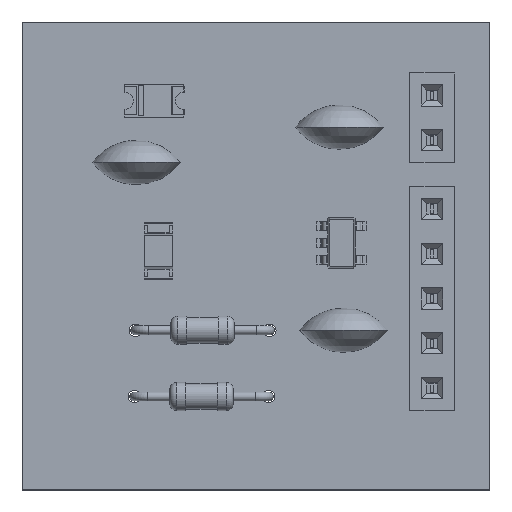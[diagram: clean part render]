
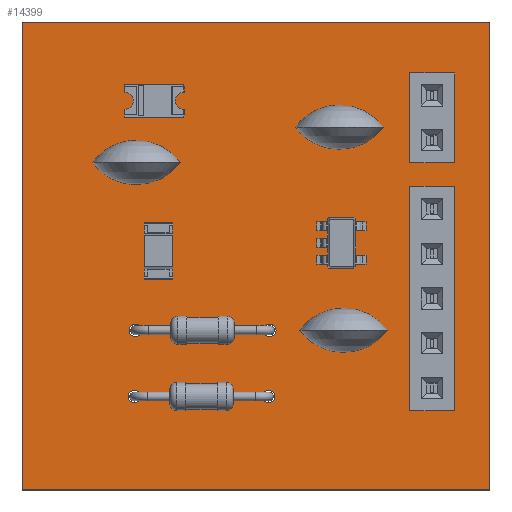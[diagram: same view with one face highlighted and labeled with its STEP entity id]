
A CAD part, top view. The second image highlights one B-rep face of the part: STEP entity #14399.
In plain terms, the highlighted planar face has unit normal (0, 0, 1).
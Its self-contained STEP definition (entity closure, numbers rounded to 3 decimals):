
#14100 = VERTEX_POINT('',#14101);
#14101 = CARTESIAN_POINT('',(189.25,-100.,1.6));
#14107 = EDGE_CURVE('',#14100,#14108,#14110,.T.);
#14108 = VERTEX_POINT('',#14109);
#14109 = CARTESIAN_POINT('',(162.75,-100.,1.6));
#14110 = LINE('',#14111,#14112);
#14111 = CARTESIAN_POINT('',(189.25,-100.,1.6));
#14112 = VECTOR('',#14113,1.);
#14113 = DIRECTION('',(-1.,0.,0.));
#14140 = VERTEX_POINT('',#14141);
#14141 = CARTESIAN_POINT('',(189.25,-73.5,1.6));
#14147 = EDGE_CURVE('',#14140,#14100,#14148,.T.);
#14148 = LINE('',#14149,#14150);
#14149 = CARTESIAN_POINT('',(189.25,-73.5,1.6));
#14150 = VECTOR('',#14151,1.);
#14151 = DIRECTION('',(0.,-1.,0.));
#14169 = EDGE_CURVE('',#14108,#14170,#14172,.T.);
#14170 = VERTEX_POINT('',#14171);
#14171 = CARTESIAN_POINT('',(162.75,-73.5,1.6));
#14172 = LINE('',#14173,#14174);
#14173 = CARTESIAN_POINT('',(162.75,-100.,1.6));
#14174 = VECTOR('',#14175,1.);
#14175 = DIRECTION('',(0.,1.,0.));
#14399 = ADVANCED_FACE('',(#14400,#14411,#14422,#14433,#14444,#14455,
    #14466,#14477,#14488,#14499,#14510,#14521,#14532,#14543,#14554,
    #14565,#14576,#14587),#14598,.T.);
#14400 = FACE_BOUND('',#14401,.T.);
#14401 = EDGE_LOOP('',(#14402,#14403,#14404,#14410));
#14402 = ORIENTED_EDGE('',*,*,#14107,.F.);
#14403 = ORIENTED_EDGE('',*,*,#14147,.F.);
#14404 = ORIENTED_EDGE('',*,*,#14405,.F.);
#14405 = EDGE_CURVE('',#14170,#14140,#14406,.T.);
#14406 = LINE('',#14407,#14408);
#14407 = CARTESIAN_POINT('',(162.75,-73.5,1.6));
#14408 = VECTOR('',#14409,1.);
#14409 = DIRECTION('',(1.,0.,0.));
#14410 = ORIENTED_EDGE('',*,*,#14169,.F.);
#14411 = FACE_BOUND('',#14412,.T.);
#14412 = EDGE_LOOP('',(#14413));
#14413 = ORIENTED_EDGE('',*,*,#14414,.T.);
#14414 = EDGE_CURVE('',#14415,#14415,#14417,.T.);
#14415 = VERTEX_POINT('',#14416);
#14416 = CARTESIAN_POINT('',(169.105,-95.06,1.6));
#14417 = CIRCLE('',#14418,0.35);
#14418 = AXIS2_PLACEMENT_3D('',#14419,#14420,#14421);
#14419 = CARTESIAN_POINT('',(169.105,-94.71,1.6));
#14420 = DIRECTION('',(-0.,0.,-1.));
#14421 = DIRECTION('',(0.,-1.,0.));
#14422 = FACE_BOUND('',#14423,.T.);
#14423 = EDGE_LOOP('',(#14424));
#14424 = ORIENTED_EDGE('',*,*,#14425,.T.);
#14425 = EDGE_CURVE('',#14426,#14426,#14428,.T.);
#14426 = VERTEX_POINT('',#14427);
#14427 = CARTESIAN_POINT('',(169.165,-91.31,1.6));
#14428 = CIRCLE('',#14429,0.35);
#14429 = AXIS2_PLACEMENT_3D('',#14430,#14431,#14432);
#14430 = CARTESIAN_POINT('',(169.165,-90.96,1.6));
#14431 = DIRECTION('',(-0.,0.,-1.));
#14432 = DIRECTION('',(-0.,-1.,0.));
#14433 = FACE_BOUND('',#14434,.T.);
#14434 = EDGE_LOOP('',(#14435));
#14435 = ORIENTED_EDGE('',*,*,#14436,.T.);
#14436 = EDGE_CURVE('',#14437,#14437,#14439,.T.);
#14437 = VERTEX_POINT('',#14438);
#14438 = CARTESIAN_POINT('',(176.725,-95.06,1.6));
#14439 = CIRCLE('',#14440,0.35);
#14440 = AXIS2_PLACEMENT_3D('',#14441,#14442,#14443);
#14441 = CARTESIAN_POINT('',(176.725,-94.71,1.6));
#14442 = DIRECTION('',(-0.,0.,-1.));
#14443 = DIRECTION('',(-0.,-1.,0.));
#14444 = FACE_BOUND('',#14445,.T.);
#14445 = EDGE_LOOP('',(#14446));
#14446 = ORIENTED_EDGE('',*,*,#14447,.T.);
#14447 = EDGE_CURVE('',#14448,#14448,#14450,.T.);
#14448 = VERTEX_POINT('',#14449);
#14449 = CARTESIAN_POINT('',(176.785,-91.31,1.6));
#14450 = CIRCLE('',#14451,0.35);
#14451 = AXIS2_PLACEMENT_3D('',#14452,#14453,#14454);
#14452 = CARTESIAN_POINT('',(176.785,-90.96,1.6));
#14453 = DIRECTION('',(-0.,0.,-1.));
#14454 = DIRECTION('',(-0.,-1.,0.));
#14455 = FACE_BOUND('',#14456,.T.);
#14456 = EDGE_LOOP('',(#14457));
#14457 = ORIENTED_EDGE('',*,*,#14458,.T.);
#14458 = EDGE_CURVE('',#14459,#14459,#14461,.T.);
#14459 = VERTEX_POINT('',#14460);
#14460 = CARTESIAN_POINT('',(179.725,-91.36,1.6));
#14461 = CIRCLE('',#14462,0.4);
#14462 = AXIS2_PLACEMENT_3D('',#14463,#14464,#14465);
#14463 = CARTESIAN_POINT('',(179.725,-90.96,1.6));
#14464 = DIRECTION('',(-0.,0.,-1.));
#14465 = DIRECTION('',(-0.,-1.,0.));
#14466 = FACE_BOUND('',#14467,.T.);
#14467 = EDGE_LOOP('',(#14468));
#14468 = ORIENTED_EDGE('',*,*,#14469,.T.);
#14469 = EDGE_CURVE('',#14470,#14470,#14472,.T.);
#14470 = VERTEX_POINT('',#14471);
#14471 = CARTESIAN_POINT('',(185.975,-94.75,1.6));
#14472 = CIRCLE('',#14473,0.5);
#14473 = AXIS2_PLACEMENT_3D('',#14474,#14475,#14476);
#14474 = CARTESIAN_POINT('',(185.975,-94.25,1.6));
#14475 = DIRECTION('',(-0.,0.,-1.));
#14476 = DIRECTION('',(-0.,-1.,0.));
#14477 = FACE_BOUND('',#14478,.T.);
#14478 = EDGE_LOOP('',(#14479));
#14479 = ORIENTED_EDGE('',*,*,#14480,.T.);
#14480 = EDGE_CURVE('',#14481,#14481,#14483,.T.);
#14481 = VERTEX_POINT('',#14482);
#14482 = CARTESIAN_POINT('',(182.225,-91.36,1.6));
#14483 = CIRCLE('',#14484,0.4);
#14484 = AXIS2_PLACEMENT_3D('',#14485,#14486,#14487);
#14485 = CARTESIAN_POINT('',(182.225,-90.96,1.6));
#14486 = DIRECTION('',(-0.,0.,-1.));
#14487 = DIRECTION('',(-0.,-1.,0.));
#14488 = FACE_BOUND('',#14489,.T.);
#14489 = EDGE_LOOP('',(#14490));
#14490 = ORIENTED_EDGE('',*,*,#14491,.T.);
#14491 = EDGE_CURVE('',#14492,#14492,#14494,.T.);
#14492 = VERTEX_POINT('',#14493);
#14493 = CARTESIAN_POINT('',(185.975,-92.21,1.6));
#14494 = CIRCLE('',#14495,0.5);
#14495 = AXIS2_PLACEMENT_3D('',#14496,#14497,#14498);
#14496 = CARTESIAN_POINT('',(185.975,-91.71,1.6));
#14497 = DIRECTION('',(-0.,0.,-1.));
#14498 = DIRECTION('',(-0.,-1.,0.));
#14499 = FACE_BOUND('',#14500,.T.);
#14500 = EDGE_LOOP('',(#14501));
#14501 = ORIENTED_EDGE('',*,*,#14502,.T.);
#14502 = EDGE_CURVE('',#14503,#14503,#14505,.T.);
#14503 = VERTEX_POINT('',#14504);
#14504 = CARTESIAN_POINT('',(185.975,-89.67,1.6));
#14505 = CIRCLE('',#14506,0.5);
#14506 = AXIS2_PLACEMENT_3D('',#14507,#14508,#14509);
#14507 = CARTESIAN_POINT('',(185.975,-89.17,1.6));
#14508 = DIRECTION('',(-0.,0.,-1.));
#14509 = DIRECTION('',(-0.,-1.,0.));
#14510 = FACE_BOUND('',#14511,.T.);
#14511 = EDGE_LOOP('',(#14512));
#14512 = ORIENTED_EDGE('',*,*,#14513,.T.);
#14513 = EDGE_CURVE('',#14514,#14514,#14516,.T.);
#14514 = VERTEX_POINT('',#14515);
#14515 = CARTESIAN_POINT('',(185.975,-87.13,1.6));
#14516 = CIRCLE('',#14517,0.5);
#14517 = AXIS2_PLACEMENT_3D('',#14518,#14519,#14520);
#14518 = CARTESIAN_POINT('',(185.975,-86.63,1.6));
#14519 = DIRECTION('',(-0.,0.,-1.));
#14520 = DIRECTION('',(-0.,-1.,0.));
#14521 = FACE_BOUND('',#14522,.T.);
#14522 = EDGE_LOOP('',(#14523));
#14523 = ORIENTED_EDGE('',*,*,#14524,.T.);
#14524 = EDGE_CURVE('',#14525,#14525,#14527,.T.);
#14525 = VERTEX_POINT('',#14526);
#14526 = CARTESIAN_POINT('',(167.975,-81.86,1.6));
#14527 = CIRCLE('',#14528,0.4);
#14528 = AXIS2_PLACEMENT_3D('',#14529,#14530,#14531);
#14529 = CARTESIAN_POINT('',(167.975,-81.46,1.6));
#14530 = DIRECTION('',(-0.,0.,-1.));
#14531 = DIRECTION('',(-0.,-1.,0.));
#14532 = FACE_BOUND('',#14533,.T.);
#14533 = EDGE_LOOP('',(#14534));
#14534 = ORIENTED_EDGE('',*,*,#14535,.T.);
#14535 = EDGE_CURVE('',#14536,#14536,#14538,.T.);
#14536 = VERTEX_POINT('',#14537);
#14537 = CARTESIAN_POINT('',(170.475,-81.86,1.6));
#14538 = CIRCLE('',#14539,0.4);
#14539 = AXIS2_PLACEMENT_3D('',#14540,#14541,#14542);
#14540 = CARTESIAN_POINT('',(170.475,-81.46,1.6));
#14541 = DIRECTION('',(-0.,0.,-1.));
#14542 = DIRECTION('',(-0.,-1.,0.));
#14543 = FACE_BOUND('',#14544,.T.);
#14544 = EDGE_LOOP('',(#14545));
#14545 = ORIENTED_EDGE('',*,*,#14546,.T.);
#14546 = EDGE_CURVE('',#14547,#14547,#14549,.T.);
#14547 = VERTEX_POINT('',#14548);
#14548 = CARTESIAN_POINT('',(185.975,-84.59,1.6));
#14549 = CIRCLE('',#14550,0.5);
#14550 = AXIS2_PLACEMENT_3D('',#14551,#14552,#14553);
#14551 = CARTESIAN_POINT('',(185.975,-84.09,1.6));
#14552 = DIRECTION('',(-0.,0.,-1.));
#14553 = DIRECTION('',(-0.,-1.,0.));
#14554 = FACE_BOUND('',#14555,.T.);
#14555 = EDGE_LOOP('',(#14556));
#14556 = ORIENTED_EDGE('',*,*,#14557,.T.);
#14557 = EDGE_CURVE('',#14558,#14558,#14560,.T.);
#14558 = VERTEX_POINT('',#14559);
#14559 = CARTESIAN_POINT('',(179.475,-79.86,1.6));
#14560 = CIRCLE('',#14561,0.4);
#14561 = AXIS2_PLACEMENT_3D('',#14562,#14563,#14564);
#14562 = CARTESIAN_POINT('',(179.475,-79.46,1.6));
#14563 = DIRECTION('',(-0.,0.,-1.));
#14564 = DIRECTION('',(-0.,-1.,0.));
#14565 = FACE_BOUND('',#14566,.T.);
#14566 = EDGE_LOOP('',(#14567));
#14567 = ORIENTED_EDGE('',*,*,#14568,.T.);
#14568 = EDGE_CURVE('',#14569,#14569,#14571,.T.);
#14569 = VERTEX_POINT('',#14570);
#14570 = CARTESIAN_POINT('',(181.975,-79.86,1.6));
#14571 = CIRCLE('',#14572,0.4);
#14572 = AXIS2_PLACEMENT_3D('',#14573,#14574,#14575);
#14573 = CARTESIAN_POINT('',(181.975,-79.46,1.6));
#14574 = DIRECTION('',(-0.,0.,-1.));
#14575 = DIRECTION('',(-0.,-1.,0.));
#14576 = FACE_BOUND('',#14577,.T.);
#14577 = EDGE_LOOP('',(#14578));
#14578 = ORIENTED_EDGE('',*,*,#14579,.T.);
#14579 = EDGE_CURVE('',#14580,#14580,#14582,.T.);
#14580 = VERTEX_POINT('',#14581);
#14581 = CARTESIAN_POINT('',(185.975,-80.71,1.6));
#14582 = CIRCLE('',#14583,0.5);
#14583 = AXIS2_PLACEMENT_3D('',#14584,#14585,#14586);
#14584 = CARTESIAN_POINT('',(185.975,-80.21,1.6));
#14585 = DIRECTION('',(-0.,0.,-1.));
#14586 = DIRECTION('',(-0.,-1.,0.));
#14587 = FACE_BOUND('',#14588,.T.);
#14588 = EDGE_LOOP('',(#14589));
#14589 = ORIENTED_EDGE('',*,*,#14590,.T.);
#14590 = EDGE_CURVE('',#14591,#14591,#14593,.T.);
#14591 = VERTEX_POINT('',#14592);
#14592 = CARTESIAN_POINT('',(185.975,-78.17,1.6));
#14593 = CIRCLE('',#14594,0.5);
#14594 = AXIS2_PLACEMENT_3D('',#14595,#14596,#14597);
#14595 = CARTESIAN_POINT('',(185.975,-77.67,1.6));
#14596 = DIRECTION('',(-0.,0.,-1.));
#14597 = DIRECTION('',(-0.,-1.,0.));
#14598 = PLANE('',#14599);
#14599 = AXIS2_PLACEMENT_3D('',#14600,#14601,#14602);
#14600 = CARTESIAN_POINT('',(0.,0.,1.6));
#14601 = DIRECTION('',(0.,0.,1.));
#14602 = DIRECTION('',(1.,0.,-0.));
